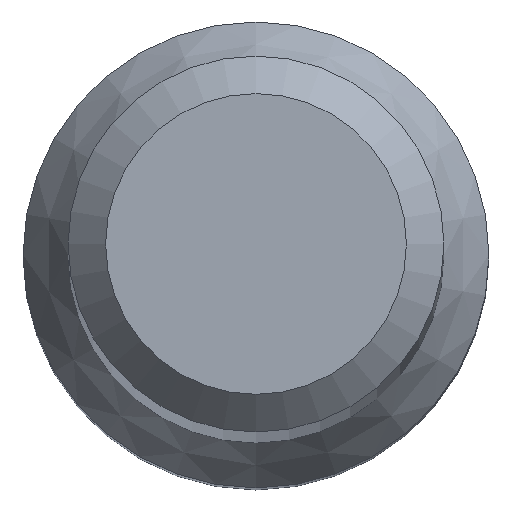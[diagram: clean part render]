
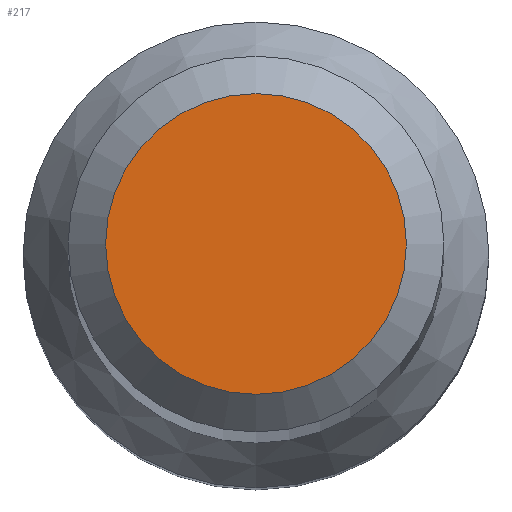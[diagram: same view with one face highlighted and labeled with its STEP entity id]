
A CAD part, top view. The second image highlights one B-rep face of the part: STEP entity #217.
In plain terms, the highlighted planar face has unit normal (0, 0, 1).
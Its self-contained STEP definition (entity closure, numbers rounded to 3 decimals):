
#19 = DIRECTION ( 'NONE',  ( 0., 1., 0. ) ) ;
#25 = ORIENTED_EDGE ( 'NONE', *, *, #91, .F. ) ;
#26 = DIRECTION ( 'NONE',  ( 0., 0., 1. ) ) ;
#64 = VERTEX_POINT ( 'NONE', #197 ) ;
#85 = AXIS2_PLACEMENT_3D ( 'NONE', #211, #96, #19 ) ;
#90 = EDGE_LOOP ( 'NONE', ( #25 ) ) ;
#91 = EDGE_CURVE ( 'NONE', #64, #64, #123, .T. ) ;
#96 = DIRECTION ( 'NONE',  ( 0., 0., -1. ) ) ;
#104 = PLANE ( 'NONE',  #155 ) ;
#123 = CIRCLE ( 'NONE', #85, 1.6 ) ;
#125 = DIRECTION ( 'NONE',  ( 0., -1., 0. ) ) ;
#155 = AXIS2_PLACEMENT_3D ( 'NONE', #237, #26, #125 ) ;
#197 = CARTESIAN_POINT ( 'NONE',  ( 0., 1.6, 80. ) ) ;
#211 = CARTESIAN_POINT ( 'NONE',  ( 0., 0., 80. ) ) ;
#216 = FACE_OUTER_BOUND ( 'NONE', #90, .T. ) ;
#217 = ADVANCED_FACE ( 'NONE', ( #216 ), #104, .T. ) ;
#237 = CARTESIAN_POINT ( 'NONE',  ( 0., 0., 80. ) ) ;
